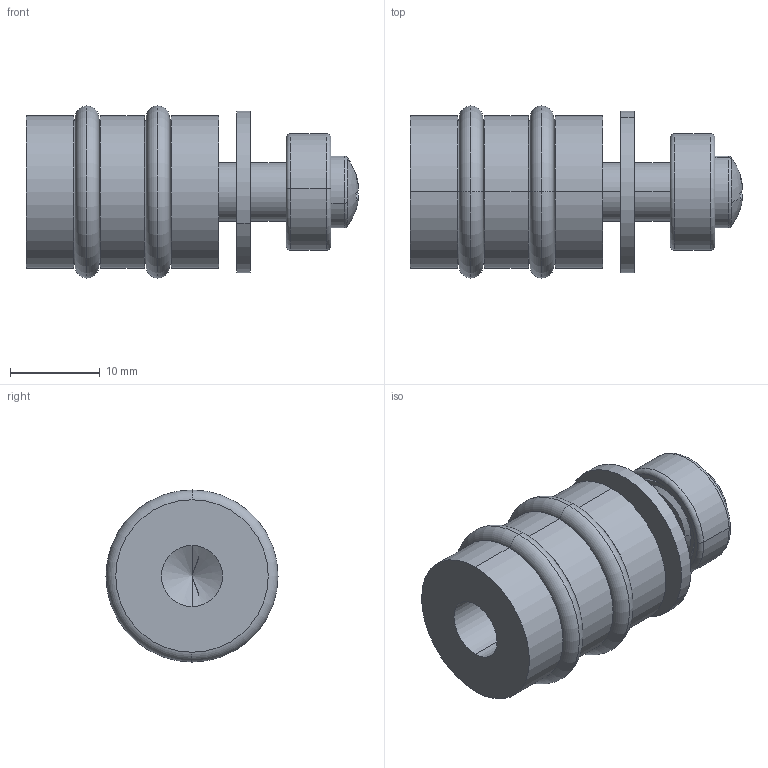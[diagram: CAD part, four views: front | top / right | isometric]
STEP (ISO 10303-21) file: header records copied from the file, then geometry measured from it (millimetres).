
FILE_DESCRIPTION (( 'STEP AP203' ), '1' );
FILE_NAME ('084.520.002.STEP', '2013-01-28T10:59:57', ( 'Alusic' ), ( 'Alusic' ), 'SwSTEP 2.0', 'SolidWorks 2011', '' );
FILE_SCHEMA (( 'CONFIG_CONTROL_DESIGN' ));
Length unit declared in the file: millimetre
Products named in the file (6): 700027; RT; 084.520.002; GUARNIZIONI OR_OR-3056; Pan Head Cross Recess Screw_ALUSIC_ISO 7045 - M4 x 6 - Z --- 6S; CUSCINETTI A SFERE_686-ZZ
Assembly tree (6 placements, depth 2):
  084.520.002
    GUARNIZIONI OR_OR-3056  x2
    Pan Head Cross Recess Screw_ALUSIC_ISO 7045 - M4 x 6 - Z --- 6S
    CUSCINETTI A SFERE_686-ZZ
    700027
    RT
Bounding box: 37.02 x 19.19 x 19.19 mm (x, y, z)
Volume: 5674.5 mm3; surface area: 4655.6 mm2
Topology: 6 solids, 6 shells, 148 faces, 344 edges, 207 vertices
Faces by surface type: cone 48, cylinder 40, plane 30, torus 28, sphere 2
Entity records: 4808 total; most frequent: DIRECTION 846, CARTESIAN_POINT 710, ORIENTED_EDGE 660, AXIS2_PLACEMENT_3D 371, EDGE_CURVE 330, CIRCLE 218, VERTEX_POINT 203, EDGE_LOOP 157
